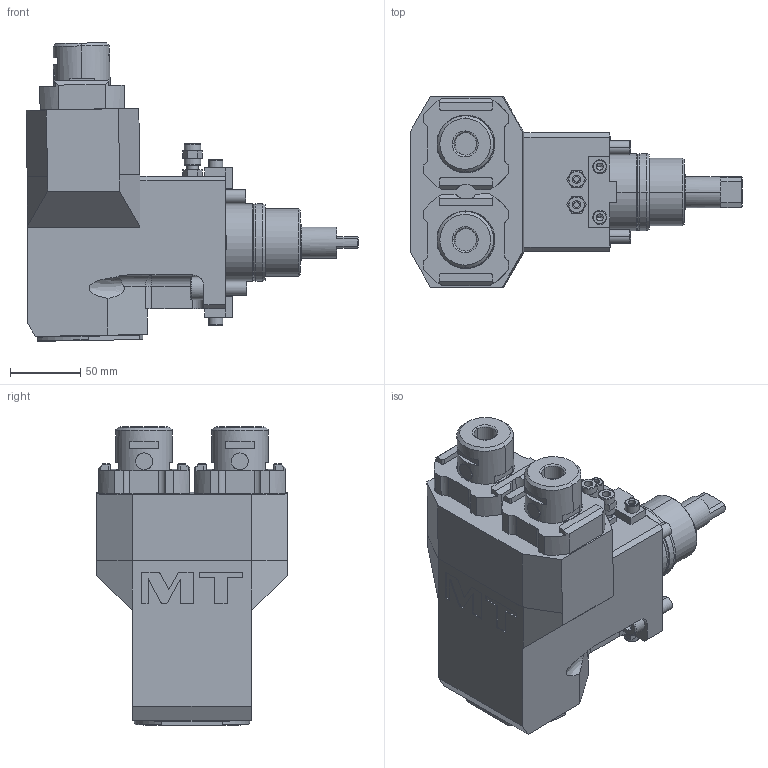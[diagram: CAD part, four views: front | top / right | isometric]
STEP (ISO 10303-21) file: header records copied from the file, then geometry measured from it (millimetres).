
FILE_DESCRIPTION((''),'2;1');
FILE_NAME('BGL0470616_CONF','2023-07-03T08:24:12',('gvalli'),('M.T. srl'),'CREO PARAMETRIC BY PTC INC, 2021072','CREO PARAMETRIC BY PTC INC, 2021072','');
FILE_SCHEMA(('CONFIG_CONTROL_DESIGN'));
Length unit declared in the file: millimetre
Products named in the file (1): BGL0470616_CONF
Bounding box: 235.54 x 135 x 211.89 mm (x, y, z)
Volume: 2059399.9 mm3; surface area: 162799.1 mm2
Topology: 3 solids, 3 shells, 476 faces, 1148 edges, 732 vertices
Faces by surface type: plane 242, cylinder 160, cone 36, torus 30, sphere 4, bspline 2, extrusion 2
Entity records: 14942 total; most frequent: CARTESIAN_POINT 3572, DIRECTION 2444, ORIENTED_EDGE 2272, EDGE_CURVE 1136, AXIS2_PLACEMENT_3D 890, VERTEX_POINT 732, VECTOR 664, LINE 662
